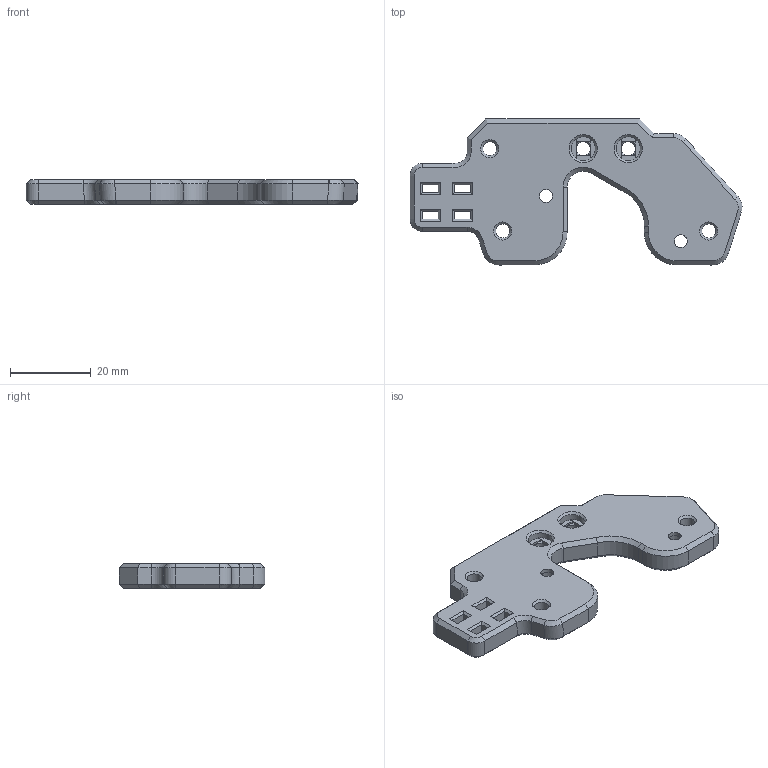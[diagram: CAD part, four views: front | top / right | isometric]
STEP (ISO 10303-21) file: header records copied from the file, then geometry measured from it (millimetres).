
FILE_DESCRIPTION(/* description */ (''),/* implementation_level */ '2;1');
FILE_NAME(/* name */ 'DD Head Orbiter 1_5 Angled 30 deg V1_2.step',/* time_stamp */ '2022-01-25T11:31:46+00:00',/* author */ (''),/* organization */ (''),/* preprocessor_version */ 'ST-DEVELOPER v18.1',/* originating_system */ 'Autodesk Translation Framework v10.13.0.1454',/* authorisation */ '');
FILE_SCHEMA (('AUTOMOTIVE_DESIGN { 1 0 10303 214 3 1 1 }'));
Length unit declared in the file: millimetre
Products named in the file (1): DD Head Orbiter 1_5 Angled 30 deg V1_2
Bounding box: 82.2 x 36.14 x 6 mm (x, y, z)
Volume: 10957.6 mm3; surface area: 5789.6 mm2
Topology: 1 solids, 1 shells, 331 faces, 849 edges, 534 vertices
Faces by surface type: plane 176, bspline 99, cone 31, cylinder 25
Full cylindrical faces by diameter (mm): 3.2 x2, 3.5 x5, 4.5 x2, 5.5 x2, 6 x1, 6.002 x1
Entity records: 11089 total; most frequent: CARTESIAN_POINT 3662, ORIENTED_EDGE 1698, DIRECTION 1204, EDGE_CURVE 849, LINE 538, VECTOR 538, VERTEX_POINT 534, EDGE_LOOP 367
